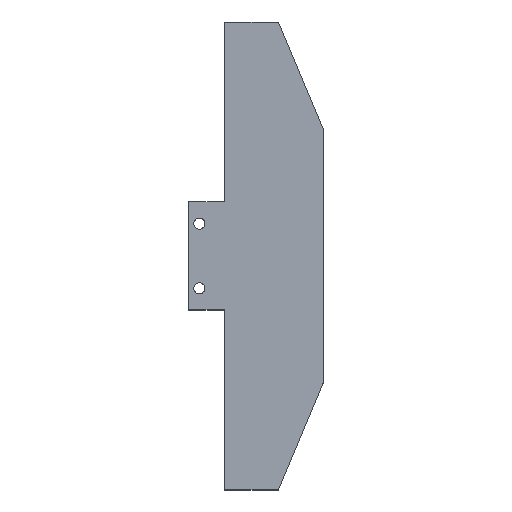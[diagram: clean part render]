
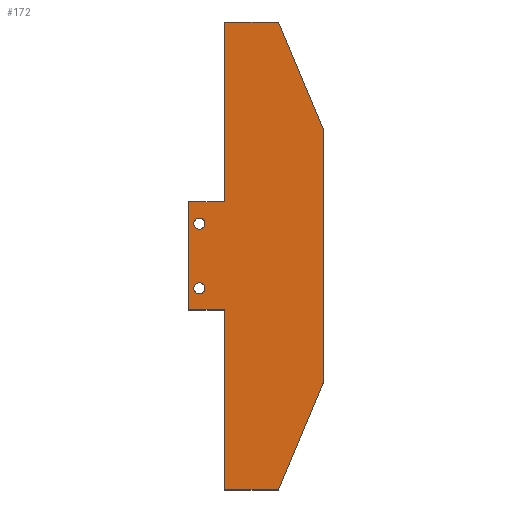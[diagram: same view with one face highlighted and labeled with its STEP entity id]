
A CAD part, top view. The second image highlights one B-rep face of the part: STEP entity #172.
In plain terms, the highlighted planar face has unit normal (0, 0, 1).
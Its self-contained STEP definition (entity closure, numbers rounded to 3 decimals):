
#1 = PLANE ( 'NONE',  #487 ) ;
#2 = EDGE_CURVE ( 'NONE', #106, #414, #300, .T. ) ;
#4 = LINE ( 'NONE', #409, #382 ) ;
#15 = ORIENTED_EDGE ( 'NONE', *, *, #545, .T. ) ;
#17 = VECTOR ( 'NONE', #28, 1000. ) ;
#25 = ORIENTED_EDGE ( 'NONE', *, *, #554, .T. ) ;
#26 = LINE ( 'NONE', #570, #65 ) ;
#27 = AXIS2_PLACEMENT_3D ( 'NONE', #494, #328, #90 ) ;
#28 = DIRECTION ( 'NONE',  ( -0.385, 0.923, 0. ) ) ;
#29 = EDGE_CURVE ( 'NONE', #61, #47, #66, .T. ) ;
#32 = LINE ( 'NONE', #358, #547 ) ;
#35 = VECTOR ( 'NONE', #76, 1000. ) ;
#39 = LINE ( 'NONE', #539, #105 ) ;
#47 = VERTEX_POINT ( 'NONE', #121 ) ;
#54 = ORIENTED_EDGE ( 'NONE', *, *, #426, .T. ) ;
#58 = VERTEX_POINT ( 'NONE', #277 ) ;
#61 = VERTEX_POINT ( 'NONE', #458 ) ;
#65 = VECTOR ( 'NONE', #269, 1000. ) ;
#66 = LINE ( 'NONE', #256, #180 ) ;
#76 = DIRECTION ( 'NONE',  ( 0., 1., 0. ) ) ;
#79 = CARTESIAN_POINT ( 'NONE',  ( -7., 9., 5. ) ) ;
#80 = ORIENTED_EDGE ( 'NONE', *, *, #474, .F. ) ;
#90 = DIRECTION ( 'NONE',  ( 1., 0., 0. ) ) ;
#93 = DIRECTION ( 'NONE',  ( 0., 0., 1. ) ) ;
#97 = DIRECTION ( 'NONE',  ( -1., 0., 0. ) ) ;
#105 = VECTOR ( 'NONE', #228, 1000. ) ;
#106 = VERTEX_POINT ( 'NONE', #416 ) ;
#111 = VERTEX_POINT ( 'NONE', #450 ) ;
#117 = DIRECTION ( 'NONE',  ( 1., 0., 0. ) ) ;
#120 = CARTESIAN_POINT ( 'NONE',  ( 0., 65., 5. ) ) ;
#121 = CARTESIAN_POINT ( 'NONE',  ( 27.5, -35., 5. ) ) ;
#122 = CARTESIAN_POINT ( 'NONE',  ( 0., -15., 5. ) ) ;
#126 = VERTEX_POINT ( 'NONE', #139 ) ;
#127 = DIRECTION ( 'NONE',  ( 0., 0., 1. ) ) ;
#129 = VECTOR ( 'NONE', #270, 1000. ) ;
#139 = CARTESIAN_POINT ( 'NONE',  ( -10., 15., 5. ) ) ;
#141 = DIRECTION ( 'NONE',  ( -1., 0., 0. ) ) ;
#150 = EDGE_CURVE ( 'NONE', #481, #502, #445, .T. ) ;
#164 = DIRECTION ( 'NONE',  ( 0.385, 0.923, 0. ) ) ;
#165 = LINE ( 'NONE', #175, #129 ) ;
#172 = ADVANCED_FACE ( 'NONE', ( #504, #452, #240 ), #1, .F. ) ;
#174 = DIRECTION ( 'NONE',  ( 1., 0., 0. ) ) ;
#175 = CARTESIAN_POINT ( 'NONE',  ( 15., -65., 5. ) ) ;
#180 = VECTOR ( 'NONE', #164, 1000. ) ;
#186 = CARTESIAN_POINT ( 'NONE',  ( -10., -15., 5. ) ) ;
#193 = VECTOR ( 'NONE', #490, 1000. ) ;
#215 = CARTESIAN_POINT ( 'NONE',  ( -10., -15., 5. ) ) ;
#228 = DIRECTION ( 'NONE',  ( 0., -1., 0. ) ) ;
#234 = DIRECTION ( 'NONE',  ( 1., 0., 0. ) ) ;
#239 = LINE ( 'NONE', #186, #193 ) ;
#240 = FACE_OUTER_BOUND ( 'NONE', #522, .T. ) ;
#253 = ORIENTED_EDGE ( 'NONE', *, *, #384, .F. ) ;
#256 = CARTESIAN_POINT ( 'NONE',  ( 27.5, -35., 5. ) ) ;
#259 = ORIENTED_EDGE ( 'NONE', *, *, #29, .T. ) ;
#261 = ORIENTED_EDGE ( 'NONE', *, *, #482, .T. ) ;
#262 = DIRECTION ( 'NONE',  ( 0., 0., 1. ) ) ;
#269 = DIRECTION ( 'NONE',  ( 0., -1., 0. ) ) ;
#270 = DIRECTION ( 'NONE',  ( 1., 0., 0. ) ) ;
#273 = CIRCLE ( 'NONE', #399, 1.55 ) ;
#274 = CARTESIAN_POINT ( 'NONE',  ( -5.45, -9., 5. ) ) ;
#276 = LINE ( 'NONE', #323, #308 ) ;
#277 = CARTESIAN_POINT ( 'NONE',  ( 0., 15., 5. ) ) ;
#279 = CARTESIAN_POINT ( 'NONE',  ( -7., -9., 5. ) ) ;
#281 = AXIS2_PLACEMENT_3D ( 'NONE', #79, #262, #174 ) ;
#289 = ORIENTED_EDGE ( 'NONE', *, *, #150, .F. ) ;
#292 = CARTESIAN_POINT ( 'NONE',  ( -8.55, 9., 5. ) ) ;
#298 = AXIS2_PLACEMENT_3D ( 'NONE', #313, #127, #117 ) ;
#300 = LINE ( 'NONE', #387, #17 ) ;
#304 = VERTEX_POINT ( 'NONE', #292 ) ;
#308 = VECTOR ( 'NONE', #97, 1000. ) ;
#309 = EDGE_LOOP ( 'NONE', ( #253, #80 ) ) ;
#313 = CARTESIAN_POINT ( 'NONE',  ( -7., 9., 5. ) ) ;
#317 = ORIENTED_EDGE ( 'NONE', *, *, #527, .T. ) ;
#323 = CARTESIAN_POINT ( 'NONE',  ( 0., 15., 5. ) ) ;
#328 = DIRECTION ( 'NONE',  ( 0., 0., 1. ) ) ;
#338 = ORIENTED_EDGE ( 'NONE', *, *, #2, .T. ) ;
#349 = EDGE_LOOP ( 'NONE', ( #289, #423 ) ) ;
#357 = CARTESIAN_POINT ( 'NONE',  ( 27.5, 35., 5. ) ) ;
#358 = CARTESIAN_POINT ( 'NONE',  ( 0., 65., 5. ) ) ;
#360 = ORIENTED_EDGE ( 'NONE', *, *, #500, .T. ) ;
#361 = DIRECTION ( 'NONE',  ( 0., -1., 0. ) ) ;
#370 = CARTESIAN_POINT ( 'NONE',  ( 0., 0., 5. ) ) ;
#382 = VECTOR ( 'NONE', #361, 1000. ) ;
#384 = EDGE_CURVE ( 'NONE', #477, #304, #436, .T. ) ;
#387 = CARTESIAN_POINT ( 'NONE',  ( 15., 65., 5. ) ) ;
#397 = LINE ( 'NONE', #357, #35 ) ;
#399 = AXIS2_PLACEMENT_3D ( 'NONE', #279, #93, #234 ) ;
#402 = VERTEX_POINT ( 'NONE', #215 ) ;
#405 = CARTESIAN_POINT ( 'NONE',  ( -8.55, -9., 5. ) ) ;
#409 = CARTESIAN_POINT ( 'NONE',  ( 0., -65., 5. ) ) ;
#411 = EDGE_CURVE ( 'NONE', #414, #420, #32, .T. ) ;
#414 = VERTEX_POINT ( 'NONE', #525 ) ;
#416 = CARTESIAN_POINT ( 'NONE',  ( 27.5, 35., 5. ) ) ;
#417 = VERTEX_POINT ( 'NONE', #122 ) ;
#420 = VERTEX_POINT ( 'NONE', #120 ) ;
#423 = ORIENTED_EDGE ( 'NONE', *, *, #579, .F. ) ;
#426 = EDGE_CURVE ( 'NONE', #111, #61, #165, .T. ) ;
#436 = CIRCLE ( 'NONE', #281, 1.55 ) ;
#441 = EDGE_CURVE ( 'NONE', #47, #106, #397, .T. ) ;
#445 = CIRCLE ( 'NONE', #27, 1.55 ) ;
#450 = CARTESIAN_POINT ( 'NONE',  ( 0., -65., 5. ) ) ;
#452 = FACE_BOUND ( 'NONE', #349, .T. ) ;
#458 = CARTESIAN_POINT ( 'NONE',  ( 15., -65., 5. ) ) ;
#474 = EDGE_CURVE ( 'NONE', #304, #477, #538, .T. ) ;
#477 = VERTEX_POINT ( 'NONE', #486 ) ;
#481 = VERTEX_POINT ( 'NONE', #274 ) ;
#482 = EDGE_CURVE ( 'NONE', #420, #58, #26, .T. ) ;
#486 = CARTESIAN_POINT ( 'NONE',  ( -5.45, 9., 5. ) ) ;
#487 = AXIS2_PLACEMENT_3D ( 'NONE', #370, #550, #141 ) ;
#490 = DIRECTION ( 'NONE',  ( 1., 0., 0. ) ) ;
#494 = CARTESIAN_POINT ( 'NONE',  ( -7., -9., 5. ) ) ;
#500 = EDGE_CURVE ( 'NONE', #126, #402, #39, .T. ) ;
#502 = VERTEX_POINT ( 'NONE', #405 ) ;
#504 = FACE_BOUND ( 'NONE', #309, .T. ) ;
#505 = ORIENTED_EDGE ( 'NONE', *, *, #411, .T. ) ;
#522 = EDGE_LOOP ( 'NONE', ( #261, #25, #360, #15, #317, #54, #259, #560, #338, #505 ) ) ;
#525 = CARTESIAN_POINT ( 'NONE',  ( 15., 65., 5. ) ) ;
#527 = EDGE_CURVE ( 'NONE', #417, #111, #4, .T. ) ;
#530 = DIRECTION ( 'NONE',  ( -1., 0., 0. ) ) ;
#538 = CIRCLE ( 'NONE', #298, 1.55 ) ;
#539 = CARTESIAN_POINT ( 'NONE',  ( -10., 15., 5. ) ) ;
#545 = EDGE_CURVE ( 'NONE', #402, #417, #239, .T. ) ;
#547 = VECTOR ( 'NONE', #530, 1000. ) ;
#550 = DIRECTION ( 'NONE',  ( 0., 0., -1. ) ) ;
#554 = EDGE_CURVE ( 'NONE', #58, #126, #276, .T. ) ;
#560 = ORIENTED_EDGE ( 'NONE', *, *, #441, .T. ) ;
#570 = CARTESIAN_POINT ( 'NONE',  ( 0., 15., 5. ) ) ;
#579 = EDGE_CURVE ( 'NONE', #502, #481, #273, .T. ) ;
